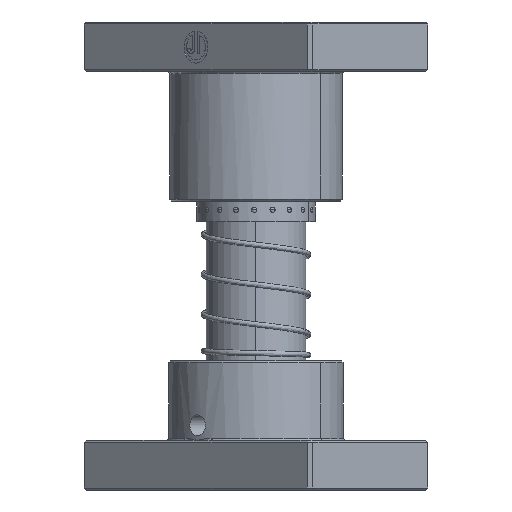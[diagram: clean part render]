
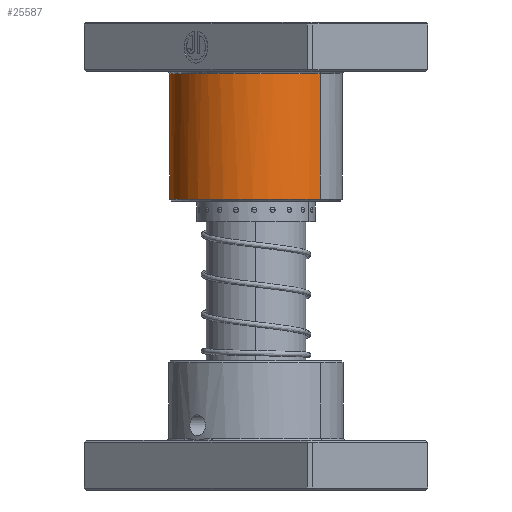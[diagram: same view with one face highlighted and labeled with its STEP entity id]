
A CAD part, left-side view. The second image highlights one B-rep face of the part: STEP entity #25587.
In plain terms, the highlighted cylindrical face has radius 43.5 mm (diameter 87 mm), a partial arc.
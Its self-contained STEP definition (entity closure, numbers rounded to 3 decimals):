
#90 = ORIENTED_EDGE ( 'NONE', *, *, #5460, .F. ) ;
#181 = VERTEX_POINT ( 'NONE', #46590 ) ;
#490 = CARTESIAN_POINT ( 'NONE',  ( -2.161, 43.46, 25.893 ) ) ;
#767 = ORIENTED_EDGE ( 'NONE', *, *, #57019, .T. ) ;
#788 = AXIS2_PLACEMENT_3D ( 'NONE', #7709, #43429, #12884 ) ;
#3951 = CARTESIAN_POINT ( 'NONE',  ( 0., 0., 90. ) ) ;
#5044 = VERTEX_POINT ( 'NONE', #9105 ) ;
#5460 = EDGE_CURVE ( 'NONE', #56394, #5044, #25455, .T. ) ;
#5694 = CARTESIAN_POINT ( 'NONE',  ( -5.423, 43.174, 26. ) ) ;
#5856 = CIRCLE ( 'NONE', #32626, 43.5 ) ;
#6276 = B_SPLINE_CURVE_WITH_KNOTS ( 'NONE', 3,
 ( #56460, #20962, #51337, #26126, #61603, #31267, #490, #36359, #5694, #41444 ),
 .UNSPECIFIED., .F., .F.,
 ( 4, 2, 2, 2, 4 ),
 ( 0., 0.003, 0.007, 0.01, 0.013 ),
 .UNSPECIFIED. ) ;
#6631 = CARTESIAN_POINT ( 'NONE',  ( 0., 0., 26. ) ) ;
#6645 = AXIS2_PLACEMENT_3D ( 'NONE', #3951, #49400, #55135 ) ;
#7709 = CARTESIAN_POINT ( 'NONE',  ( 0., 0., 89. ) ) ;
#9105 = CARTESIAN_POINT ( 'NONE',  ( -43.5, 0., 26. ) ) ;
#10564 = EDGE_CURVE ( 'NONE', #55129, #35091, #6276, .T. ) ;
#11811 = DIRECTION ( 'NONE',  ( 1., 0., 0. ) ) ;
#12884 = DIRECTION ( 'NONE',  ( 1., 0., 0. ) ) ;
#13079 = VERTEX_POINT ( 'NONE', #14355 ) ;
#14355 = CARTESIAN_POINT ( 'NONE',  ( 43.5, 0., 26. ) ) ;
#14472 = CARTESIAN_POINT ( 'NONE',  ( 0., 0., 26. ) ) ;
#16287 = CIRCLE ( 'NONE', #788, 43.5 ) ;
#18581 = LINE ( 'NONE', #48179, #57516 ) ;
#19595 = DIRECTION ( 'NONE',  ( 1., 0., 0. ) ) ;
#20962 = CARTESIAN_POINT ( 'NONE',  ( 5.424, 43.174, 26. ) ) ;
#24478 = DIRECTION ( 'NONE',  ( 0., 0., -1. ) ) ;
#25455 = LINE ( 'NONE', #54814, #37366 ) ;
#25587 = ADVANCED_FACE ( 'NONE', ( #37759 ), #36212, .T. ) ;
#26126 = CARTESIAN_POINT ( 'NONE',  ( 2.18, 43.459, 25.893 ) ) ;
#26357 = EDGE_CURVE ( 'NONE', #181, #13079, #18581, .T. ) ;
#30053 = EDGE_LOOP ( 'NONE', ( #767, #42310, #42966, #39752, #46162, #90 ) ) ;
#31267 = CARTESIAN_POINT ( 'NONE',  ( -1.074, 43.5, 25.866 ) ) ;
#31596 = EDGE_CURVE ( 'NONE', #35091, #5044, #53799, .T. ) ;
#32626 = AXIS2_PLACEMENT_3D ( 'NONE', #6631, #42348, #11811 ) ;
#35091 = VERTEX_POINT ( 'NONE', #40245 ) ;
#36212 = CYLINDRICAL_SURFACE ( 'NONE', #6645, 43.5 ) ;
#36359 = CARTESIAN_POINT ( 'NONE',  ( -4.338, 43.297, 25.961 ) ) ;
#37031 = AXIS2_PLACEMENT_3D ( 'NONE', #14472, #50040, #19595 ) ;
#37366 = VECTOR ( 'NONE', #24478, 1000. ) ;
#37759 = FACE_OUTER_BOUND ( 'NONE', #30053, .T. ) ;
#39752 = ORIENTED_EDGE ( 'NONE', *, *, #10564, .T. ) ;
#40245 = CARTESIAN_POINT ( 'NONE',  ( -6.503, 43.011, 26. ) ) ;
#41444 = CARTESIAN_POINT ( 'NONE',  ( -6.503, 43.011, 26. ) ) ;
#42310 = ORIENTED_EDGE ( 'NONE', *, *, #26357, .T. ) ;
#42348 = DIRECTION ( 'NONE',  ( 0., 0., 1. ) ) ;
#42966 = ORIENTED_EDGE ( 'NONE', *, *, #57503, .T. ) ;
#43429 = DIRECTION ( 'NONE',  ( 0., 0., -1. ) ) ;
#46162 = ORIENTED_EDGE ( 'NONE', *, *, #31596, .T. ) ;
#46590 = CARTESIAN_POINT ( 'NONE',  ( 43.5, 0., 89. ) ) ;
#48179 = CARTESIAN_POINT ( 'NONE',  ( 43.5, 0., 90. ) ) ;
#49400 = DIRECTION ( 'NONE',  ( 0., 0., -1. ) ) ;
#50040 = DIRECTION ( 'NONE',  ( 0., 0., 1. ) ) ;
#51337 = CARTESIAN_POINT ( 'NONE',  ( 4.343, 43.296, 25.961 ) ) ;
#52963 = DIRECTION ( 'NONE',  ( 0., 0., -1. ) ) ;
#53598 = CARTESIAN_POINT ( 'NONE',  ( 6.503, 43.011, 26. ) ) ;
#53799 = CIRCLE ( 'NONE', #37031, 43.5 ) ;
#54814 = CARTESIAN_POINT ( 'NONE',  ( -43.5, 0., 90. ) ) ;
#55129 = VERTEX_POINT ( 'NONE', #53598 ) ;
#55135 = DIRECTION ( 'NONE',  ( -1., 0., 0. ) ) ;
#56394 = VERTEX_POINT ( 'NONE', #61879 ) ;
#56460 = CARTESIAN_POINT ( 'NONE',  ( 6.503, 43.011, 26. ) ) ;
#57019 = EDGE_CURVE ( 'NONE', #56394, #181, #16287, .T. ) ;
#57503 = EDGE_CURVE ( 'NONE', #13079, #55129, #5856, .T. ) ;
#57516 = VECTOR ( 'NONE', #52963, 1000. ) ;
#61603 = CARTESIAN_POINT ( 'NONE',  ( 1.096, 43.5, 25.866 ) ) ;
#61879 = CARTESIAN_POINT ( 'NONE',  ( -43.5, 0., 89. ) ) ;
